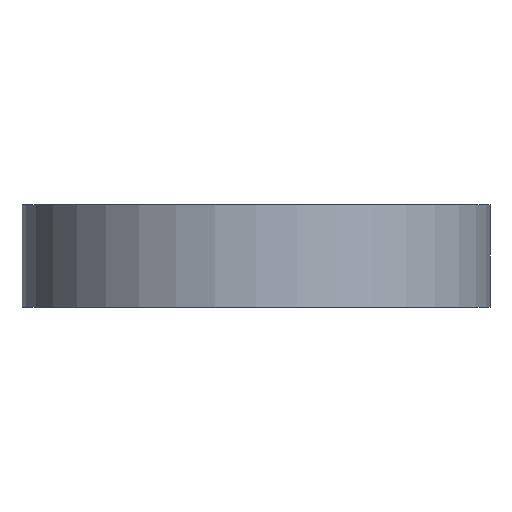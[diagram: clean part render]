
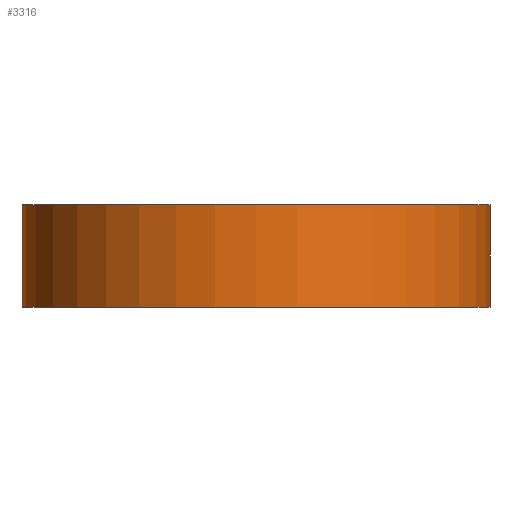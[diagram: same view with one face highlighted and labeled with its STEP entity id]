
A CAD part, front view. The second image highlights one B-rep face of the part: STEP entity #3316.
In plain terms, the highlighted cylindrical face has radius 50 mm (diameter 100 mm), a partial arc.
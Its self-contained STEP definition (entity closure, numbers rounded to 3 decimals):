
#6 = DIRECTION ( 'NONE',  ( 0., 0., 1. ) ) ;
#328 = VECTOR ( 'NONE', #6, 1000. ) ;
#972 = DIRECTION ( 'NONE',  ( -1., 0., 0. ) ) ;
#1006 = DIRECTION ( 'NONE',  ( 0., 0., -1. ) ) ;
#1081 = CARTESIAN_POINT ( 'NONE',  ( 0., 0., 0. ) ) ;
#1216 = CYLINDRICAL_SURFACE ( 'NONE', #4477, 50. ) ;
#1435 = CARTESIAN_POINT ( 'NONE',  ( -50., 0., 0. ) ) ;
#1662 = DIRECTION ( 'NONE',  ( 0., 0., 1. ) ) ;
#1732 = EDGE_CURVE ( 'NONE', #4341, #6351, #6694, .T. ) ;
#2535 = DIRECTION ( 'NONE',  ( 1., 0., 0. ) ) ;
#2667 = ORIENTED_EDGE ( 'NONE', *, *, #5296, .F. ) ;
#2787 = ORIENTED_EDGE ( 'NONE', *, *, #5138, .T. ) ;
#2956 = VERTEX_POINT ( 'NONE', #7844 ) ;
#3283 = AXIS2_PLACEMENT_3D ( 'NONE', #1081, #1006, #972 ) ;
#3316 = ADVANCED_FACE ( 'NONE', ( #3713 ), #1216, .T. ) ;
#3713 = FACE_OUTER_BOUND ( 'NONE', #6199, .T. ) ;
#3985 = CARTESIAN_POINT ( 'NONE',  ( 0., 0., 0. ) ) ;
#4057 = VERTEX_POINT ( 'NONE', #5915 ) ;
#4228 = VECTOR ( 'NONE', #6450, 1000. ) ;
#4341 = VERTEX_POINT ( 'NONE', #7792 ) ;
#4477 = AXIS2_PLACEMENT_3D ( 'NONE', #3985, #1662, #2535 ) ;
#4926 = CARTESIAN_POINT ( 'NONE',  ( 50., 0., 0. ) ) ;
#5138 = EDGE_CURVE ( 'NONE', #2956, #4057, #6687, .T. ) ;
#5296 = EDGE_CURVE ( 'NONE', #6351, #4057, #7409, .T. ) ;
#5915 = CARTESIAN_POINT ( 'NONE',  ( -50., 0., 22. ) ) ;
#6198 = ORIENTED_EDGE ( 'NONE', *, *, #1732, .F. ) ;
#6199 = EDGE_LOOP ( 'NONE', ( #2667, #6198, #7885, #2787 ) ) ;
#6351 = VERTEX_POINT ( 'NONE', #1435 ) ;
#6450 = DIRECTION ( 'NONE',  ( 0., 0., 1. ) ) ;
#6460 = CARTESIAN_POINT ( 'NONE',  ( -50., 0., 0. ) ) ;
#6687 = CIRCLE ( 'NONE', #7401, 50. ) ;
#6694 = CIRCLE ( 'NONE', #3283, 50. ) ;
#7375 = CARTESIAN_POINT ( 'NONE',  ( 0., 0., 22. ) ) ;
#7392 = DIRECTION ( 'NONE',  ( -1., 0., 0. ) ) ;
#7399 = DIRECTION ( 'NONE',  ( 0., 0., -1. ) ) ;
#7401 = AXIS2_PLACEMENT_3D ( 'NONE', #7375, #7399, #7392 ) ;
#7409 = LINE ( 'NONE', #6460, #4228 ) ;
#7714 = LINE ( 'NONE', #4926, #328 ) ;
#7792 = CARTESIAN_POINT ( 'NONE',  ( 50., 0., 0. ) ) ;
#7844 = CARTESIAN_POINT ( 'NONE',  ( 50., 0., 22. ) ) ;
#7885 = ORIENTED_EDGE ( 'NONE', *, *, #8376, .T. ) ;
#8376 = EDGE_CURVE ( 'NONE', #4341, #2956, #7714, .T. ) ;
